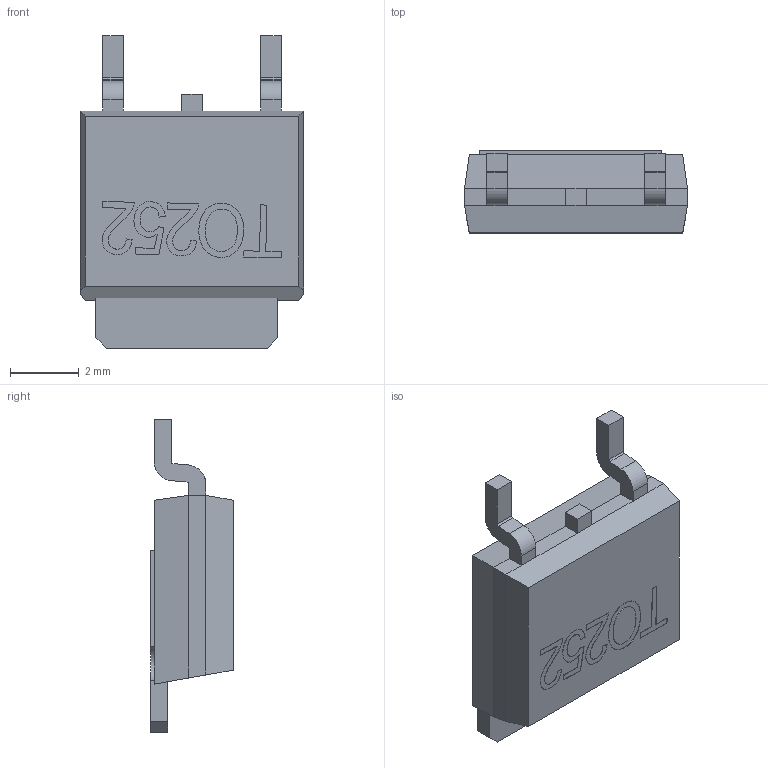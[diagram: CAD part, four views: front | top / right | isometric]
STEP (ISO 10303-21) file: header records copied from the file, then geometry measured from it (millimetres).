
FILE_DESCRIPTION (( 'STEP AP214' ), '1' );
FILE_NAME ('TO252.STEP', '2017-02-12T19:05:22', ( 'Andrey' ), ( '' ), 'SwSTEP 2.0', 'SolidWorks 2015', '' );
FILE_SCHEMA (( 'AUTOMOTIVE_DESIGN' ));
Length unit declared in the file: millimetre
Products named in the file (5): Pin2; podlohka; Pin1; corpus; TO252
Assembly tree (5 placements, depth 2):
  TO252
    corpus
    Pin1  x2
    Pin2
    podlohka
Bounding box: 6.5 x 2.4 x 9.1 mm (x, y, z)
Volume: 87.1 mm3; surface area: 211.2 mm2
Topology: 5 solids, 5 shells, 149 faces, 380 edges, 248 vertices
Faces by surface type: plane 104, bspline 35, cylinder 10
Entity records: 7015 total; most frequent: CARTESIAN_POINT 3090, ORIENTED_EDGE 688, DIRECTION 502, EDGE_CURVE 344, LINE 262, VECTOR 262, VERTEX_POINT 224, EDGE_LOOP 142
